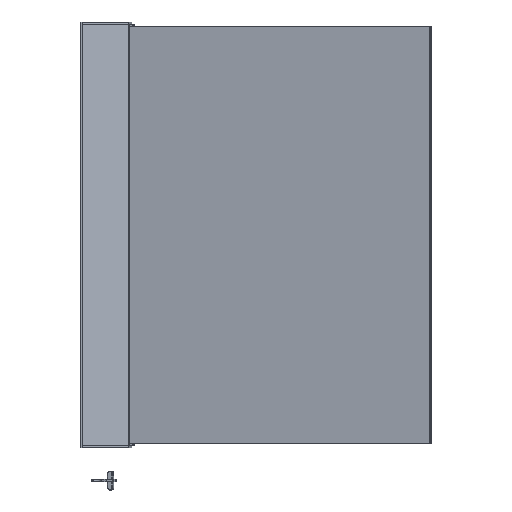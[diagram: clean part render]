
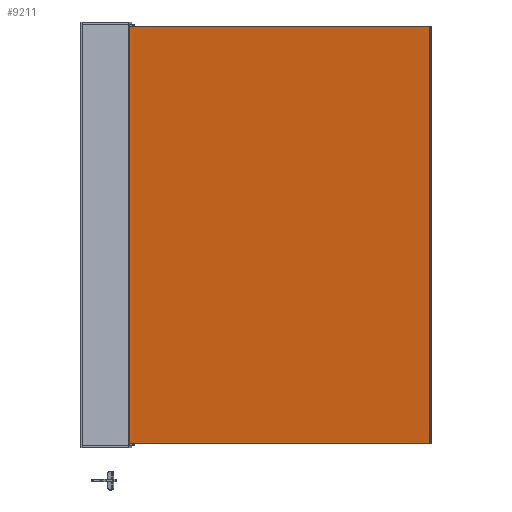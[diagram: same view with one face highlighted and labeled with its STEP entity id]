
A CAD part, front view. The second image highlights one B-rep face of the part: STEP entity #9211.
In plain terms, the highlighted face is planar.
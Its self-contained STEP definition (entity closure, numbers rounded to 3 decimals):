
#20 = CIRCLE ( 'NONE', #22459, 10. ) ;
#145 = CARTESIAN_POINT ( 'NONE',  ( 12.52, -374., -494.5 ) ) ;
#340 = CARTESIAN_POINT ( 'NONE',  ( 12.52, -400., -494.5 ) ) ;
#519 = CARTESIAN_POINT ( 'NONE',  ( 12.52, -354., -480. ) ) ;
#691 = DIRECTION ( 'NONE',  ( -1., 0., 0. ) ) ;
#1036 = CARTESIAN_POINT ( 'NONE',  ( 12.52, -354., 480. ) ) ;
#1259 = VERTEX_POINT ( 'NONE', #1985 ) ;
#1457 = ORIENTED_EDGE ( 'NONE', *, *, #8422, .F. ) ;
#1581 = DIRECTION ( 'NONE',  ( 0., 0., -1. ) ) ;
#1985 = CARTESIAN_POINT ( 'NONE',  ( 12.52, -354., 480. ) ) ;
#2449 = VERTEX_POINT ( 'NONE', #19603 ) ;
#2454 = CARTESIAN_POINT ( 'NONE',  ( 12.52, -354., -494.5 ) ) ;
#2512 = EDGE_CURVE ( 'NONE', #13868, #22038, #2907, .T. ) ;
#2536 = CARTESIAN_POINT ( 'NONE',  ( 12.52, -400., -494.5 ) ) ;
#2664 = CARTESIAN_POINT ( 'NONE',  ( 12.52, -400., 494.5 ) ) ;
#2867 = CARTESIAN_POINT ( 'NONE',  ( 12.52, -399.5, 494.5 ) ) ;
#2907 = LINE ( 'NONE', #8435, #16031 ) ;
#2949 = DIRECTION ( 'NONE',  ( 0., 0., -1. ) ) ;
#3203 = ORIENTED_EDGE ( 'NONE', *, *, #18902, .F. ) ;
#3497 = CARTESIAN_POINT ( 'NONE',  ( 12.52, -399.5, 495. ) ) ;
#3745 = LINE ( 'NONE', #3497, #10515 ) ;
#4093 = DIRECTION ( 'NONE',  ( 0., 1., 0. ) ) ;
#4122 = ORIENTED_EDGE ( 'NONE', *, *, #17424, .T. ) ;
#4201 = CARTESIAN_POINT ( 'NONE',  ( 12.52, -364., 480. ) ) ;
#4491 = VERTEX_POINT ( 'NONE', #19850 ) ;
#4847 = VERTEX_POINT ( 'NONE', #15345 ) ;
#4902 = CIRCLE ( 'NONE', #5271, 10. ) ;
#4966 = CARTESIAN_POINT ( 'NONE',  ( 12.52, 399.5, 495. ) ) ;
#5079 = DIRECTION ( 'NONE',  ( 1., 0., 0. ) ) ;
#5271 = AXIS2_PLACEMENT_3D ( 'NONE', #4201, #17395, #15715 ) ;
#5302 = VERTEX_POINT ( 'NONE', #21500 ) ;
#6235 = PLANE ( 'NONE',  #20949 ) ;
#6433 = VERTEX_POINT ( 'NONE', #2867 ) ;
#6470 = DIRECTION ( 'NONE',  ( 0., 0., 1. ) ) ;
#6506 = ORIENTED_EDGE ( 'NONE', *, *, #13654, .F. ) ;
#6880 = DIRECTION ( 'NONE',  ( 0., 0., 1. ) ) ;
#7109 = DIRECTION ( 'NONE',  ( 0., 0., -1. ) ) ;
#8197 = VERTEX_POINT ( 'NONE', #145 ) ;
#8201 = DIRECTION ( 'NONE',  ( 0., -1., 0. ) ) ;
#8414 = EDGE_CURVE ( 'NONE', #4491, #13868, #23507, .T. ) ;
#8422 = EDGE_CURVE ( 'NONE', #22653, #1259, #20, .T. ) ;
#8435 = CARTESIAN_POINT ( 'NONE',  ( 12.52, -400., 494.5 ) ) ;
#8565 = ORIENTED_EDGE ( 'NONE', *, *, #22451, .T. ) ;
#8570 = ORIENTED_EDGE ( 'NONE', *, *, #8676, .T. ) ;
#8601 = CARTESIAN_POINT ( 'NONE',  ( 12.52, -374., 480. ) ) ;
#8676 = EDGE_CURVE ( 'NONE', #14976, #6433, #19473, .T. ) ;
#8705 = VECTOR ( 'NONE', #14853, 1000. ) ;
#8981 = EDGE_CURVE ( 'NONE', #8197, #21854, #15209, .T. ) ;
#9211 = ADVANCED_FACE ( 'NONE', ( #18970 ), #6235, .F. ) ;
#9384 = ORIENTED_EDGE ( 'NONE', *, *, #19208, .T. ) ;
#9610 = CARTESIAN_POINT ( 'NONE',  ( 12.52, -364., 470. ) ) ;
#9821 = LINE ( 'NONE', #519, #16608 ) ;
#9965 = CARTESIAN_POINT ( 'NONE',  ( 12.52, -354., 494.5 ) ) ;
#10173 = EDGE_CURVE ( 'NONE', #22362, #4491, #22495, .T. ) ;
#10212 = LINE ( 'NONE', #1036, #17231 ) ;
#10515 = VECTOR ( 'NONE', #7109, 1000. ) ;
#11628 = DIRECTION ( 'NONE',  ( 0., 0., -1. ) ) ;
#11666 = DIRECTION ( 'NONE',  ( 0., 0., 1. ) ) ;
#11943 = EDGE_CURVE ( 'NONE', #1259, #22038, #10212, .T. ) ;
#12310 = DIRECTION ( 'NONE',  ( 0., -1., 0. ) ) ;
#12938 = ORIENTED_EDGE ( 'NONE', *, *, #8414, .T. ) ;
#13036 = ORIENTED_EDGE ( 'NONE', *, *, #2512, .T. ) ;
#13149 = DIRECTION ( 'NONE',  ( 0., 0., 1. ) ) ;
#13654 = EDGE_CURVE ( 'NONE', #2449, #22653, #4902, .T. ) ;
#13868 = VERTEX_POINT ( 'NONE', #15044 ) ;
#14291 = CARTESIAN_POINT ( 'NONE',  ( 12.52, -364., 480. ) ) ;
#14339 = VECTOR ( 'NONE', #6880, 1000. ) ;
#14853 = DIRECTION ( 'NONE',  ( 0., 1., 0. ) ) ;
#14976 = VERTEX_POINT ( 'NONE', #19212 ) ;
#15044 = CARTESIAN_POINT ( 'NONE',  ( 12.52, 399.5, 494.5 ) ) ;
#15209 = LINE ( 'NONE', #22492, #22078 ) ;
#15345 = CARTESIAN_POINT ( 'NONE',  ( 12.52, -354., -480. ) ) ;
#15446 = DIRECTION ( 'NONE',  ( 0., 0., 1. ) ) ;
#15532 = VECTOR ( 'NONE', #2949, 1000. ) ;
#15656 = ORIENTED_EDGE ( 'NONE', *, *, #15776, .T. ) ;
#15715 = DIRECTION ( 'NONE',  ( 0., 0., -1. ) ) ;
#15776 = EDGE_CURVE ( 'NONE', #21854, #4847, #20866, .T. ) ;
#15806 = CARTESIAN_POINT ( 'NONE',  ( 12.52, -400., 495. ) ) ;
#16031 = VECTOR ( 'NONE', #12310, 1000. ) ;
#16168 = CARTESIAN_POINT ( 'NONE',  ( 12.52, -364., -480. ) ) ;
#16540 = CARTESIAN_POINT ( 'NONE',  ( 12.52, -374., -480. ) ) ;
#16608 = VECTOR ( 'NONE', #11628, 1000. ) ;
#16836 = EDGE_LOOP ( 'NONE', ( #4122, #23686, #12938, #13036, #20680, #1457, #6506, #3203, #8570, #8565, #9384, #23933, #15656 ) ) ;
#17115 = LINE ( 'NONE', #8601, #15532 ) ;
#17231 = VECTOR ( 'NONE', #11666, 1000. ) ;
#17395 = DIRECTION ( 'NONE',  ( 1., 0., 0. ) ) ;
#17424 = EDGE_CURVE ( 'NONE', #4847, #22362, #9821, .T. ) ;
#18902 = EDGE_CURVE ( 'NONE', #14976, #2449, #17115, .T. ) ;
#18970 = FACE_OUTER_BOUND ( 'NONE', #16836, .T. ) ;
#19208 = EDGE_CURVE ( 'NONE', #5302, #8197, #22862, .T. ) ;
#19212 = CARTESIAN_POINT ( 'NONE',  ( 12.52, -374., 494.5 ) ) ;
#19473 = LINE ( 'NONE', #2664, #22060 ) ;
#19603 = CARTESIAN_POINT ( 'NONE',  ( 12.52, -374., 480. ) ) ;
#19850 = CARTESIAN_POINT ( 'NONE',  ( 12.52, 399.5, -494.5 ) ) ;
#20471 = AXIS2_PLACEMENT_3D ( 'NONE', #16168, #23332, #6470 ) ;
#20680 = ORIENTED_EDGE ( 'NONE', *, *, #11943, .F. ) ;
#20866 = CIRCLE ( 'NONE', #20471, 10. ) ;
#20949 = AXIS2_PLACEMENT_3D ( 'NONE', #15806, #691, #15446 ) ;
#21500 = CARTESIAN_POINT ( 'NONE',  ( 12.52, -399.5, -494.5 ) ) ;
#21854 = VERTEX_POINT ( 'NONE', #16540 ) ;
#22038 = VERTEX_POINT ( 'NONE', #9965 ) ;
#22060 = VECTOR ( 'NONE', #8201, 1000. ) ;
#22078 = VECTOR ( 'NONE', #13149, 1000. ) ;
#22134 = VECTOR ( 'NONE', #4093, 1000. ) ;
#22362 = VERTEX_POINT ( 'NONE', #2454 ) ;
#22451 = EDGE_CURVE ( 'NONE', #6433, #5302, #3745, .T. ) ;
#22459 = AXIS2_PLACEMENT_3D ( 'NONE', #14291, #5079, #1581 ) ;
#22492 = CARTESIAN_POINT ( 'NONE',  ( 12.52, -374., -480. ) ) ;
#22495 = LINE ( 'NONE', #340, #8705 ) ;
#22653 = VERTEX_POINT ( 'NONE', #9610 ) ;
#22862 = LINE ( 'NONE', #2536, #22134 ) ;
#23332 = DIRECTION ( 'NONE',  ( -1., 0., 0. ) ) ;
#23507 = LINE ( 'NONE', #4966, #14339 ) ;
#23686 = ORIENTED_EDGE ( 'NONE', *, *, #10173, .T. ) ;
#23933 = ORIENTED_EDGE ( 'NONE', *, *, #8981, .T. ) ;
